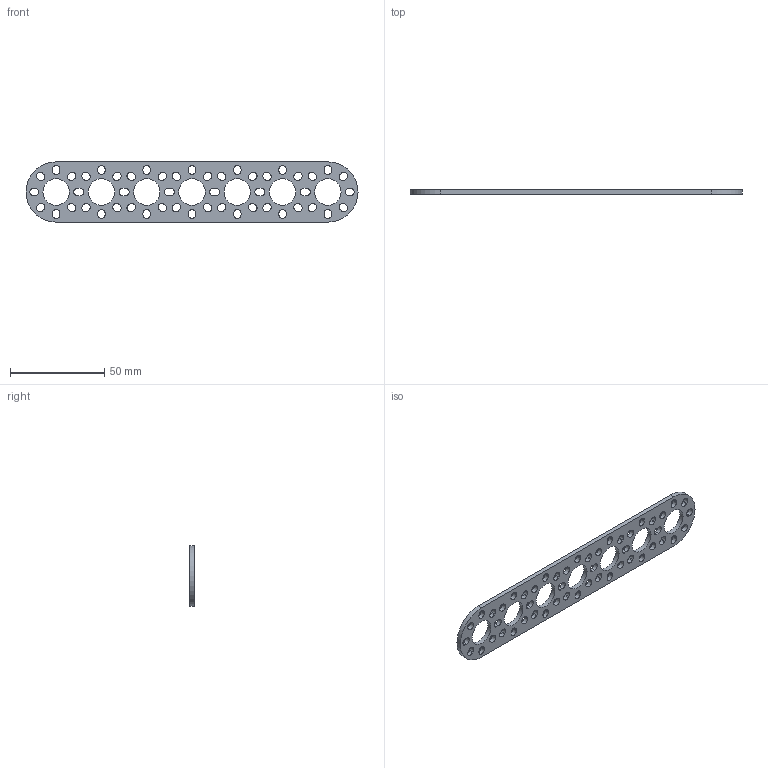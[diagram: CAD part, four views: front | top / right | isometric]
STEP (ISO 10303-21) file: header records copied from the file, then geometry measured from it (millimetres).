
FILE_DESCRIPTION( ( '' ), ' ' );
FILE_NAME( '5a2ac4027c122e0ef434acb0.step', '2017-12-08T16:55:30', ( '' ), ( '' ), ' ', ' ', ' ' );
FILE_SCHEMA( ( 'AUTOMOTIVE_DESIGN { 1 0 10303 214 1 1 1 1 }' ) );
Length unit declared in the file: metre
Products named in the file (1): 1105-0007-0176
Bounding box: 176 x 2.5 x 32 mm (x, y, z)
Volume: 8881.6 mm3; surface area: 10609.2 mm2
Topology: 1 solids, 1 shells, 213 faces, 633 edges, 422 vertices
Faces by surface type: cylinder 109, plane 104
Full cylindrical faces by diameter (mm): 14 x7
Entity records: 9118 total; most frequent: DIRECTION 1272, CARTESIAN_POINT 1262, ORIENTED_EDGE 1252, EDGE_CURVE 626, AXIS2_PLACEMENT_3D 432, VERTEX_POINT 422, LINE 408, VECTOR 408
